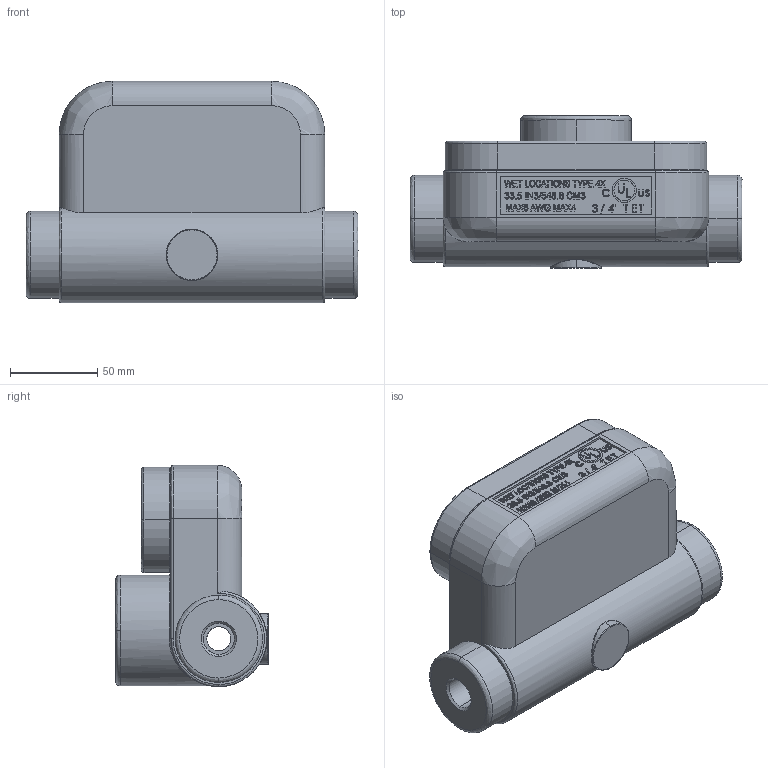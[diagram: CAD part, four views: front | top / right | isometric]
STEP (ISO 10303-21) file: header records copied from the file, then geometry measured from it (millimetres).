
FILE_DESCRIPTION (( 'STEP AP203' ), '1' );
FILE_NAME ('TET with LIid.STEP', '2020-09-14T17:50:20', ( '' ), ( '' ), 'SwSTEP 2.0', 'SolidWorks 2018', '' );
FILE_SCHEMA (( 'CONFIG_CONTROL_DESIGN' ));
Length unit declared in the file: inch
Products named in the file (3): Current AL .75x.75x1.5; Hubbell Killark TET Lid; TET with LIid
Assembly tree (2 placements, depth 2):
  TET with LIid
    Current AL .75x.75x1.5
    Hubbell Killark TET Lid
Bounding box: 190.5 x 87.64 x 127.02 mm (x, y, z)
Volume: 610907.4 mm3; surface area: 144904.4 mm2
Topology: 2 solids, 2 shells, 1222 faces, 3248 edges, 2138 vertices
Faces by surface type: plane 668, bspline 437, cylinder 85, torus 17, cone 15
Entity records: 55658 total; most frequent: CARTESIAN_POINT 28013, ORIENTED_EDGE 6488, DIRECTION 4137, EDGE_CURVE 3244, VERTEX_POINT 2138, LINE 2089, VECTOR 2089, EDGE_LOOP 1344
